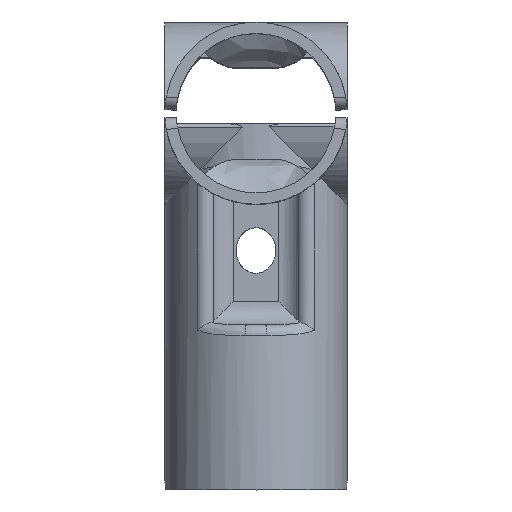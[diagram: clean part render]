
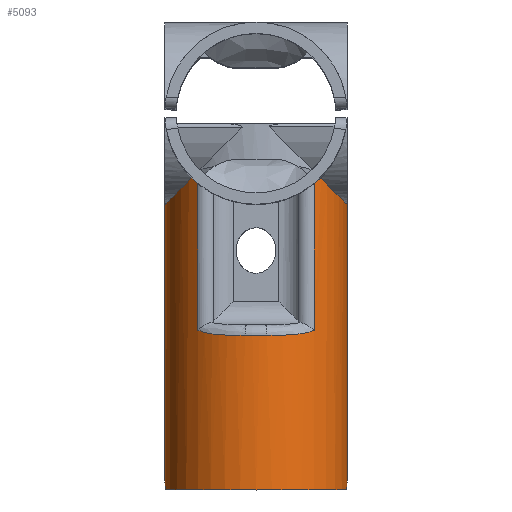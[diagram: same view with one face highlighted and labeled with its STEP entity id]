
A CAD part, top view. The second image highlights one B-rep face of the part: STEP entity #5093.
In plain terms, the highlighted cylindrical face has radius 16 mm (diameter 32 mm), a partial arc.
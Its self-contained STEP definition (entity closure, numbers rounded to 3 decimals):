
#3841=CARTESIAN_POINT('',(-15.978,0.837,15.978));
#3842=VERTEX_POINT('',#3841);
#3850=CARTESIAN_POINT('',(-10.208,12.32,10.208));
#3851=VERTEX_POINT('',#3850);
#3852=CARTESIAN_POINT('',(0.0,0.0,0.0));
#3853=DIRECTION('',(0.707,0.0,0.707));
#3854=DIRECTION('',(0.707,0.0,-0.707));
#3855=AXIS2_PLACEMENT_3D('',#3852,#3853,#3854);
#3856=ELLIPSE('',#3855,22.627,16.);
#3857=EDGE_CURVE('',#3851,#3842,#3856,.T.);
#3897=CARTESIAN_POINT('',(10.208,12.32,10.208));
#3898=VERTEX_POINT('',#3897);
#3906=CARTESIAN_POINT('',(15.978,0.837,15.978));
#3907=VERTEX_POINT('',#3906);
#3908=CARTESIAN_POINT('',(0.0,0.0,0.0));
#3909=DIRECTION('',(-0.707,0.0,0.707));
#3910=DIRECTION('',(-0.707,0.0,-0.707));
#3911=AXIS2_PLACEMENT_3D('',#3908,#3909,#3910);
#3912=ELLIPSE('',#3911,22.627,16.);
#3913=EDGE_CURVE('',#3907,#3898,#3912,.T.);
#3948=CARTESIAN_POINT('',(-15.748,2.828,66.0));
#3949=VERTEX_POINT('',#3948);
#3956=CARTESIAN_POINT('',(-15.978,0.837,64.0));
#3957=VERTEX_POINT('',#3956);
#3958=CARTESIAN_POINT('',(-15.748,2.828,66.0));
#3959=CARTESIAN_POINT('',(-15.793,2.58,66.0));
#3960=CARTESIAN_POINT('',(-15.834,2.314,65.95));
#3961=CARTESIAN_POINT('',(-15.898,1.824,65.746));
#3962=CARTESIAN_POINT('',(-15.921,1.599,65.592));
#3963=CARTESIAN_POINT('',(-15.952,1.245,65.237));
#3964=CARTESIAN_POINT('',(-15.963,1.091,65.012));
#3965=CARTESIAN_POINT('',(-15.976,0.888,64.519));
#3966=CARTESIAN_POINT('',(-15.978,0.837,64.251));
#3967=CARTESIAN_POINT('',(-15.978,0.837,64.));
#3968=B_SPLINE_CURVE_WITH_KNOTS('',3,(#3958,#3959,#3960,#3961,#3962,#3963,#3964,#3965,#3966,#3967),.UNSPECIFIED.,.F.,.U.,(4,2,2,2,4),(0.304,0.38,0.455,0.53,0.606),.UNSPECIFIED.);
#3969=EDGE_CURVE('',#3949,#3957,#3968,.T.);
#3995=CARTESIAN_POINT('',(15.748,2.828,66.0));
#3996=VERTEX_POINT('',#3995);
#4003=CARTESIAN_POINT('',(0.0,0.0,66.0));
#4004=DIRECTION('',(0.0,0.0,1.0));
#4005=DIRECTION('',(-1.0,0.0,0.0));
#4006=AXIS2_PLACEMENT_3D('',#4003,#4004,#4005);
#4007=CIRCLE('',#4006,16.0);
#4008=EDGE_CURVE('',#3996,#3949,#4007,.T.);
#4148=CARTESIAN_POINT('',(15.978,0.837,64.0));
#4149=VERTEX_POINT('',#4148);
#4150=CARTESIAN_POINT('',(15.978,0.837,64.0));
#4151=CARTESIAN_POINT('',(15.978,0.837,64.251));
#4152=CARTESIAN_POINT('',(15.976,0.888,64.519));
#4153=CARTESIAN_POINT('',(15.963,1.091,65.012));
#4154=CARTESIAN_POINT('',(15.952,1.245,65.237));
#4155=CARTESIAN_POINT('',(15.921,1.599,65.592));
#4156=CARTESIAN_POINT('',(15.898,1.824,65.746));
#4157=CARTESIAN_POINT('',(15.834,2.314,65.95));
#4158=CARTESIAN_POINT('',(15.793,2.58,66.0));
#4159=CARTESIAN_POINT('',(15.748,2.828,66.0));
#4160=B_SPLINE_CURVE_WITH_KNOTS('',3,(#4150,#4151,#4152,#4153,#4154,#4155,#4156,#4157,#4158,#4159),.UNSPECIFIED.,.F.,.U.,(4,2,2,2,4),(0.606,0.681,0.757,0.832,0.908),.UNSPECIFIED.);
#4161=EDGE_CURVE('',#4149,#3996,#4160,.T.);
#4190=CARTESIAN_POINT('',(15.978,0.837,64.0));
#4191=DIRECTION('',(0.0,0.0,-1.0));
#4192=VECTOR('',#4191,48.022);
#4193=LINE('',#4190,#4192);
#4194=EDGE_CURVE('',#4149,#3907,#4193,.T.);
#4316=CARTESIAN_POINT('',(-15.978,0.837,15.978));
#4317=DIRECTION('',(0.0,0.0,1.0));
#4318=VECTOR('',#4317,48.022);
#4319=LINE('',#4316,#4318);
#4320=EDGE_CURVE('',#3842,#3957,#4319,.T.);
#4635=CARTESIAN_POINT('',(10.208,12.32,37.993));
#4636=VERTEX_POINT('',#4635);
#4637=CARTESIAN_POINT('',(10.208,12.32,37.993));
#4638=DIRECTION('',(0.0,0.0,-1.0));
#4639=VECTOR('',#4638,27.785);
#4640=LINE('',#4637,#4639);
#4641=EDGE_CURVE('',#4636,#3898,#4640,.T.);
#4747=CARTESIAN_POINT('',(-10.208,12.32,37.993));
#4748=VERTEX_POINT('',#4747);
#4749=CARTESIAN_POINT('',(-10.208,12.32,10.208));
#4750=DIRECTION('',(0.0,0.0,1.0));
#4751=VECTOR('',#4750,27.785);
#4752=LINE('',#4749,#4751);
#4753=EDGE_CURVE('',#3851,#4748,#4752,.T.);
#4956=CARTESIAN_POINT('',(1.902,15.887,38.9));
#4957=VERTEX_POINT('',#4956);
#4965=CARTESIAN_POINT('',(1.902,15.887,38.9));
#4966=CARTESIAN_POINT('',(3.218,15.729,38.9));
#4967=CARTESIAN_POINT('',(6.238,14.988,38.899));
#4968=CARTESIAN_POINT('',(8.945,13.367,38.574));
#4969=CARTESIAN_POINT('',(10.208,12.32,37.993));
#4970=B_SPLINE_CURVE_WITH_KNOTS('',3,(#4965,#4966,#4967,#4968,#4969),.UNSPECIFIED.,.F.,.U.,(4,1,4),(6.604,6.954,7.422),.UNSPECIFIED.);
#4971=EDGE_CURVE('',#4957,#4636,#4970,.T.);
#4991=CARTESIAN_POINT('',(-1.902,15.887,38.9));
#4992=VERTEX_POINT('',#4991);
#5000=CARTESIAN_POINT('',(0.0,0.0,38.9));
#5001=DIRECTION('',(0.0,0.0,-1.0));
#5002=DIRECTION('',(0.0,1.0,0.0));
#5003=AXIS2_PLACEMENT_3D('',#5000,#5001,#5002);
#5004=CIRCLE('',#5003,16.0);
#5005=EDGE_CURVE('',#4992,#4957,#5004,.T.);
#5044=CARTESIAN_POINT('',(-10.208,12.32,37.993));
#5045=CARTESIAN_POINT('',(-9.261,13.105,38.429));
#5046=CARTESIAN_POINT('',(-6.67,14.794,38.915));
#5047=CARTESIAN_POINT('',(-3.657,15.676,38.9));
#5048=CARTESIAN_POINT('',(-1.902,15.887,38.9));
#5049=B_SPLINE_CURVE_WITH_KNOTS('',3,(#5044,#5045,#5046,#5047,#5048),.UNSPECIFIED.,.F.,.U.,(4,1,4),(-7.422,-7.071,-6.604),.UNSPECIFIED.);
#5050=EDGE_CURVE('',#4748,#4992,#5049,.T.);
#5074=CARTESIAN_POINT('',(0.0,0.0,0.0));
#5075=DIRECTION('',(0.0,0.0,1.0));
#5076=DIRECTION('',(-1.0,0.0,0.0));
#5077=AXIS2_PLACEMENT_3D('',#5074,#5075,#5076);
#5078=CYLINDRICAL_SURFACE('',#5077,16.0);
#5079=ORIENTED_EDGE('',*,*,#3969,.F.);
#5080=ORIENTED_EDGE('',*,*,#4008,.F.);
#5081=ORIENTED_EDGE('',*,*,#4161,.F.);
#5082=ORIENTED_EDGE('',*,*,#4194,.T.);
#5083=ORIENTED_EDGE('',*,*,#3913,.T.);
#5084=ORIENTED_EDGE('',*,*,#4641,.F.);
#5085=ORIENTED_EDGE('',*,*,#4971,.F.);
#5086=ORIENTED_EDGE('',*,*,#5005,.F.);
#5087=ORIENTED_EDGE('',*,*,#5050,.F.);
#5088=ORIENTED_EDGE('',*,*,#4753,.F.);
#5089=ORIENTED_EDGE('',*,*,#3857,.T.);
#5090=ORIENTED_EDGE('',*,*,#4320,.T.);
#5091=EDGE_LOOP('',(#5079,#5080,#5081,#5082,#5083,#5084,#5085,#5086,#5087,#5088,#5089,#5090));
#5092=FACE_OUTER_BOUND('',#5091,.T.);
#5093=ADVANCED_FACE('',(#5092),#5078,.T.);
